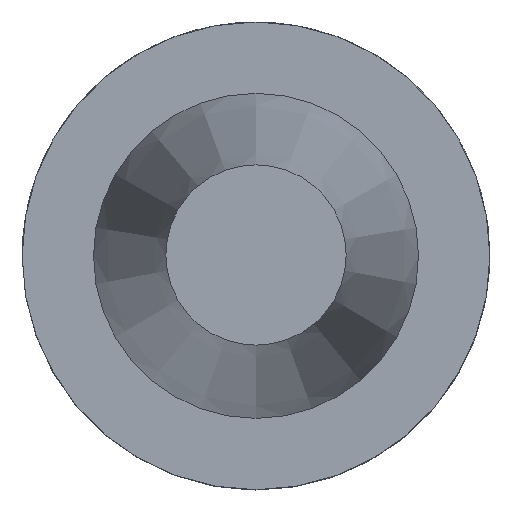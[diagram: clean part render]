
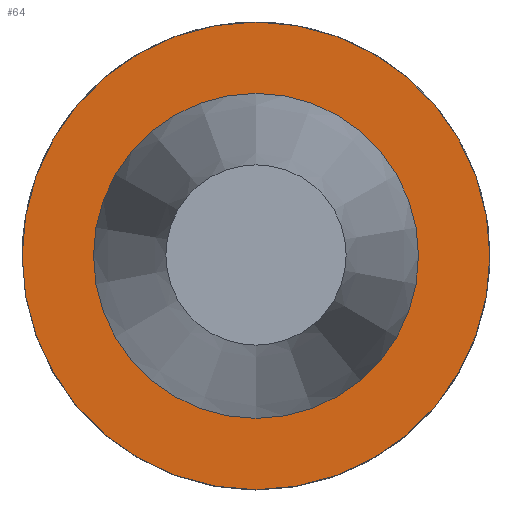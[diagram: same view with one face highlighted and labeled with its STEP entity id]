
A CAD part, top view. The second image highlights one B-rep face of the part: STEP entity #64.
In plain terms, the highlighted planar face has unit normal (0, 0, 1).
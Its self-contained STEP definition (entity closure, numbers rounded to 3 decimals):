
#41=PLANE('',#292);
#64=ADVANCED_FACE('',(#102,#103),#41,.F.);
#102=FACE_BOUND('',#138,.T.);
#103=FACE_BOUND('',#139,.T.);
#138=EDGE_LOOP('',(#174));
#139=EDGE_LOOP('',(#175));
#174=ORIENTED_EDGE('',*,*,#213,.T.);
#175=ORIENTED_EDGE('',*,*,#212,.T.);
#194=VERTEX_POINT('',#429);
#195=VERTEX_POINT('',#432);
#212=EDGE_CURVE('',#194,#194,#230,.T.);
#213=EDGE_CURVE('',#195,#195,#231,.T.);
#230=CIRCLE('',#289,21.879);
#231=CIRCLE('',#291,31.775);
#289=AXIS2_PLACEMENT_3D('',#428,#366,#367);
#291=AXIS2_PLACEMENT_3D('',#431,#370,#371);
#292=AXIS2_PLACEMENT_3D('',#433,#372,#373);
#366=DIRECTION('',(0.,0.,-1.));
#367=DIRECTION('',(-1.,0.,0.));
#370=DIRECTION('',(0.,0.,1.));
#371=DIRECTION('',(-1.,0.,0.));
#372=DIRECTION('',(0.,0.,-1.));
#373=DIRECTION('',(0.,-1.,0.));
#428=CARTESIAN_POINT('',(0.,0.,-1.));
#429=CARTESIAN_POINT('',(-21.879,0.,-1.));
#431=CARTESIAN_POINT('',(0.,0.,-1.));
#432=CARTESIAN_POINT('',(-31.775,0.,-1.));
#433=CARTESIAN_POINT('',(0.,0.,-1.));
